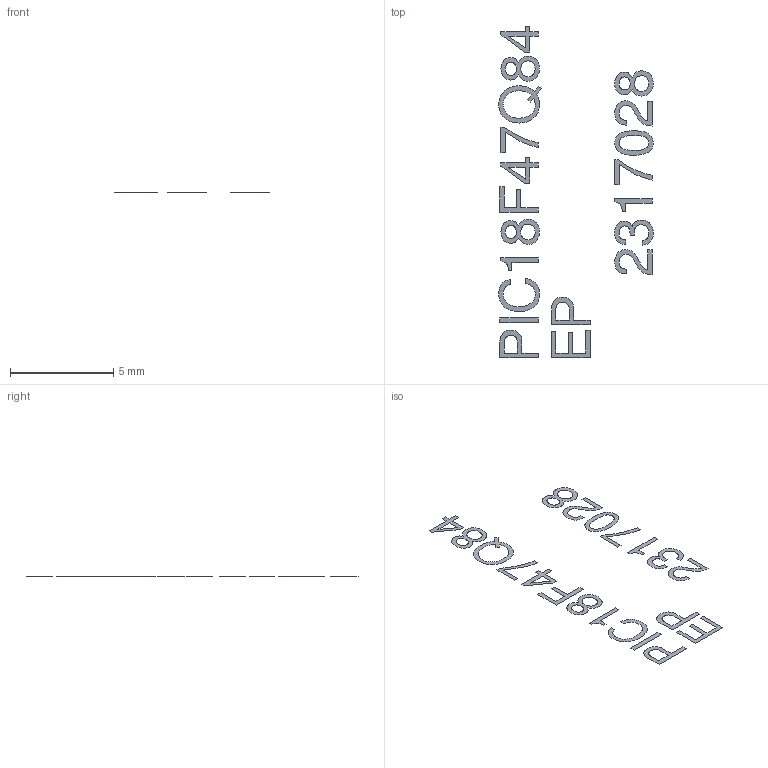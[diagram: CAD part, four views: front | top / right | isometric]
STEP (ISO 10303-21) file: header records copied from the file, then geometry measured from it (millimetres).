
FILE_DESCRIPTION(('FreeCAD Model'),'2;1');
FILE_NAME('Open CASCADE Shape Model','2023-04-28T01:35:48',('Author'),( ''),'Open CASCADE STEP processor 7.5','FreeCAD','Unknown');
FILE_SCHEMA(('AUTOMOTIVE_DESIGN { 1 0 10303 214 1 1 1 1 }'));
Length unit declared in the file: millimetre
Products named in the file (4): text_smd_Base; Line01; Line02; Line03
Assembly tree (3 placements, depth 2):
  text_smd_Base
    Line01
    Line02
    Line03
Bounding box: 7.47 x 16.06 x 0 mm (x, y, z)
Surface area: 17.6 mm2 (no closed solid volume)
Topology: 0 solids, 20 shells, 20 faces, 330 edges, 330 vertices
Faces by surface type: plane 20
Entity records: 3118 total; most frequent: CARTESIAN_POINT 1110, ORIENTED_EDGE 330, EDGE_CURVE 330, VERTEX_POINT 330, B_SPLINE_CURVE_WITH_KNOTS 213, DIRECTION 165, LINE 117, VECTOR 117
